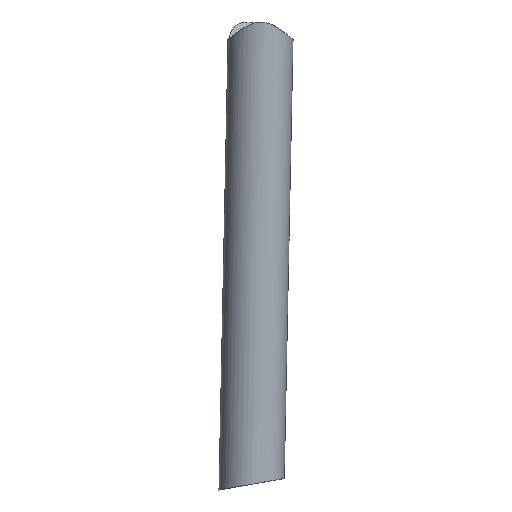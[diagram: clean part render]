
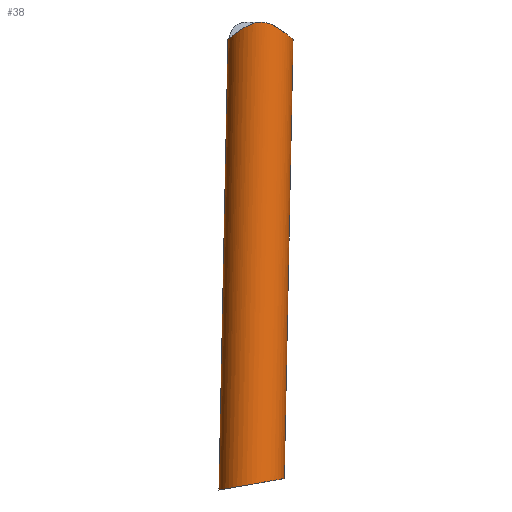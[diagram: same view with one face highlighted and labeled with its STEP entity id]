
A CAD part, left-side view. The second image highlights one B-rep face of the part: STEP entity #38.
In plain terms, the highlighted cylindrical face has radius 12.5 mm (diameter 25 mm), a partial arc.
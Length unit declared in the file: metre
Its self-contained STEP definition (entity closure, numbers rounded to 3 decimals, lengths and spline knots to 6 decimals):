
#38=ADVANCED_FACE('0:30',(#73),#74,.T.);
#73=FACE_OUTER_BOUND('',#103,.T.);
#74=CYLINDRICAL_SURFACE('',#104,0.0125);
#103=EDGE_LOOP('',(#148,#149,#150,#151,#152));
#104=AXIS2_PLACEMENT_3D('',#153,#154,#155);
#148=ORIENTED_EDGE('',*,*,#191,.T.);
#149=ORIENTED_EDGE('',*,*,#210,.T.);
#150=ORIENTED_EDGE('',*,*,#211,.F.);
#151=ORIENTED_EDGE('',*,*,#195,.T.);
#152=ORIENTED_EDGE('',*,*,#212,.T.);
#153=CARTESIAN_POINT('',(-2.165,-9.70672,500.226433));
#154=DIRECTION('',(0.,-0.02,1.));
#155=DIRECTION('',(0.,1.,0.02));
#191=EDGE_CURVE('',#221,#222,#223,.T.);
#195=EDGE_CURVE('',#230,#228,#231,.T.);
#210=EDGE_CURVE('0:63',#222,#254,#255,.T.);
#211=EDGE_CURVE('0:66',#230,#254,#256,.T.);
#212=EDGE_CURVE('',#228,#221,#257,.F.);
#221=VERTEX_POINT('',#267);
#222=VERTEX_POINT('',#268);
#223=LINE('',#269,#270);
#228=VERTEX_POINT('',#338);
#230=VERTEX_POINT('',#385);
#231=LINE('',#386,#387);
#254=VERTEX_POINT('',#565);
#255=ELLIPSE('',#566,0.012739,0.0125);
#256=ELLIPSE('',#567,0.012739,0.0125);
#257=B_SPLINE_CURVE_WITH_KNOTS('',5,(#568,#569,#570,#571,#572,#573,#574,#575,#576,#577,#578,#579,#580,#581,#582,#583,#584,#585,#586,#587,#588,#589,#590,#591,#592,#593,#594,#595,#596,#597,#598,#599,#600,#601,#602,#603,#604,#605,#606,#607,#608,#609,#610,#611,#612,#613),.UNSPECIFIED.,.F.,.F.,(6,5,3,3,3,3,3,3,3,5,3,3,3,6),(-93.229054,-88.426977,-81.236185,-75.789256,-65.937535,-59.0584,-52.843203,-44.313476,-34.358435,-29.036532,-23.714629,-13.759588,-5.229861,-0.0),.UNSPECIFIED.);
#267=CARTESIAN_POINT('',(-2.165,0.306083,0.311443));
#268=CARTESIAN_POINT('',(-2.165,0.309547,0.138276));
#269=CARTESIAN_POINT('',(-2.165,0.307741,0.228529));
#270=VECTOR('',#628,1.0);
#338=CARTESIAN_POINT('',(-2.165,0.281078,0.311443));
#385=CARTESIAN_POINT('',(-2.165,0.284453,0.142684));
#386=CARTESIAN_POINT('',(-2.165,0.282746,0.228029));
#387=VECTOR('',#629,1.0);
#565=CARTESIAN_POINT('',(-2.1775,0.297,0.14048));
#566=AXIS2_PLACEMENT_3D('',#647,#648,#649);
#567=AXIS2_PLACEMENT_3D('',#650,#651,#652);
#568=CARTESIAN_POINT('',(-2.161803,0.30566,0.311788));
#569=CARTESIAN_POINT('',(-2.162427,0.305828,0.311651));
#570=CARTESIAN_POINT('',(-2.163065,0.305954,0.311548));
#571=CARTESIAN_POINT('',(-2.16371,0.30604,0.311478));
#572=CARTESIAN_POINT('',(-2.164357,0.306083,0.311443));
#573=CARTESIAN_POINT('',(-2.165,0.306083,0.311443));
#574=CARTESIAN_POINT('',(-2.165962,0.306083,0.311443));
#575=CARTESIAN_POINT('',(-2.166935,0.305988,0.31152));
#576=CARTESIAN_POINT('',(-2.167897,0.305796,0.311678));
#577=CARTESIAN_POINT('',(-2.16953,0.305296,0.312084));
#578=CARTESIAN_POINT('',(-2.171024,0.304545,0.31268));
#579=CARTESIAN_POINT('',(-2.171636,0.30418,0.312966));
#580=CARTESIAN_POINT('',(-2.173261,0.303048,0.313838));
#581=CARTESIAN_POINT('',(-2.174611,0.301648,0.314853));
#582=CARTESIAN_POINT('',(-2.175358,0.300655,0.31553));
#583=CARTESIAN_POINT('',(-2.176434,0.298818,0.316678));
#584=CARTESIAN_POINT('',(-2.177128,0.296688,0.317599));
#585=CARTESIAN_POINT('',(-2.177345,0.295757,0.317918));
#586=CARTESIAN_POINT('',(-2.177583,0.293876,0.318276));
#587=CARTESIAN_POINT('',(-2.177462,0.291962,0.318094));
#588=CARTESIAN_POINT('',(-2.17732,0.291085,0.317877));
#589=CARTESIAN_POINT('',(-2.176827,0.289119,0.317182));
#590=CARTESIAN_POINT('',(-2.176003,0.287403,0.316205));
#591=CARTESIAN_POINT('',(-2.175435,0.286488,0.315616));
#592=CARTESIAN_POINT('',(-2.174005,0.284653,0.314339));
#593=CARTESIAN_POINT('',(-2.172156,0.283174,0.313178));
#594=CARTESIAN_POINT('',(-2.171042,0.282491,0.312623));
#595=CARTESIAN_POINT('',(-2.169168,0.281665,0.311939));
#596=CARTESIAN_POINT('',(-2.167145,0.281229,0.311571));
#597=CARTESIAN_POINT('',(-2.16643,0.281127,0.311485));
#598=CARTESIAN_POINT('',(-2.165712,0.281078,0.311443));
#599=CARTESIAN_POINT('',(-2.165,0.281078,0.311443));
#600=CARTESIAN_POINT('',(-2.164288,0.281078,0.311443));
#601=CARTESIAN_POINT('',(-2.16357,0.281127,0.311485));
#602=CARTESIAN_POINT('',(-2.162855,0.281229,0.311571));
#603=CARTESIAN_POINT('',(-2.160832,0.281665,0.311939));
#604=CARTESIAN_POINT('',(-2.158958,0.282491,0.312623));
#605=CARTESIAN_POINT('',(-2.157844,0.283174,0.313178));
#606=CARTESIAN_POINT('',(-2.155995,0.284653,0.314339));
#607=CARTESIAN_POINT('',(-2.154565,0.286488,0.315616));
#608=CARTESIAN_POINT('',(-2.153997,0.287403,0.316205));
#609=CARTESIAN_POINT('',(-2.153228,0.289005,0.317117));
#610=CARTESIAN_POINT('',(-2.152747,0.290823,0.317782));
#611=CARTESIAN_POINT('',(-2.152611,0.291549,0.317985));
#612=CARTESIAN_POINT('',(-2.15253,0.2923,0.318107));
#613=CARTESIAN_POINT('',(-2.152506,0.293057,0.318142));
#628=DIRECTION('',(-0.0,0.02,-1.));
#629=DIRECTION('',(0.0,-0.02,1.));
#647=CARTESIAN_POINT('',(-2.165,0.297,0.14048));
#648=DIRECTION('',(0.,0.173,0.985));
#649=DIRECTION('',(0.,-0.985,0.173));
#650=CARTESIAN_POINT('',(-2.165,0.297,0.14048));
#651=DIRECTION('',(0.,-0.173,-0.985));
#652=DIRECTION('',(0.,0.985,-0.173));
